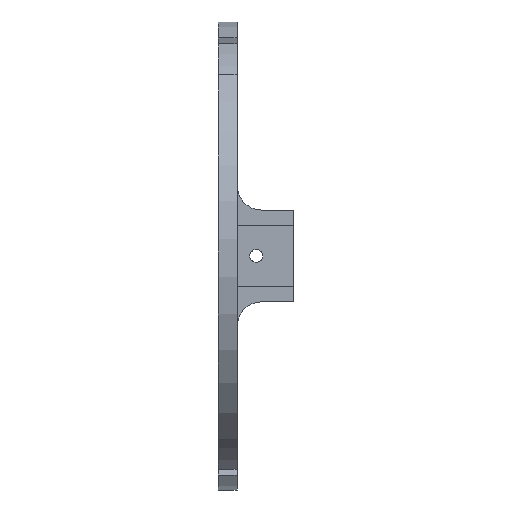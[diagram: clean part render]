
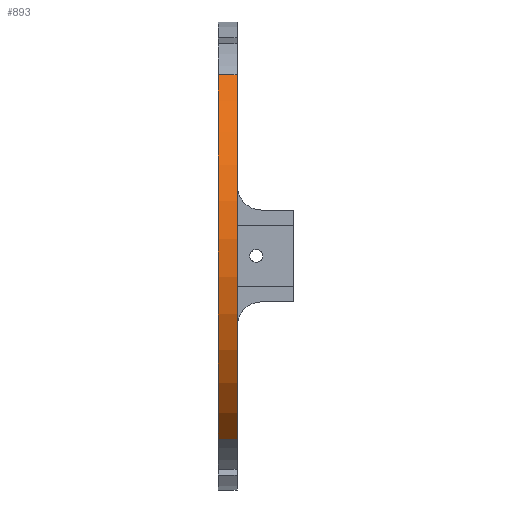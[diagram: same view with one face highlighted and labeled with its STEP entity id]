
A CAD part, front view. The second image highlights one B-rep face of the part: STEP entity #893.
In plain terms, the highlighted cylindrical face has radius 62 mm (diameter 124 mm), a partial arc.
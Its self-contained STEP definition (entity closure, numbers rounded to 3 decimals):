
#72=FACE_OUTER_BOUND('',#130,.T.);
#130=EDGE_LOOP('',(#668,#669,#670,#671));
#199=LINE('',#1377,#270);
#209=LINE('',#1403,#280);
#270=VECTOR('',#1086,10.);
#280=VECTOR('',#1108,10.);
#336=CIRCLE('',#964,62.);
#351=CIRCLE('',#980,62.);
#398=VERTEX_POINT('',#1373);
#399=VERTEX_POINT('',#1375);
#408=VERTEX_POINT('',#1400);
#409=VERTEX_POINT('',#1402);
#487=EDGE_CURVE('',#398,#399,#199,.T.);
#499=EDGE_CURVE('',#409,#408,#209,.T.);
#502=EDGE_CURVE('',#408,#398,#336,.T.);
#525=EDGE_CURVE('',#399,#409,#351,.T.);
#668=ORIENTED_EDGE('',*,*,#487,.T.);
#669=ORIENTED_EDGE('',*,*,#525,.T.);
#670=ORIENTED_EDGE('',*,*,#499,.T.);
#671=ORIENTED_EDGE('',*,*,#502,.T.);
#858=CYLINDRICAL_SURFACE('',#979,62.);
#893=ADVANCED_FACE('',(#72),#858,.T.);
#964=AXIS2_PLACEMENT_3D('',#1407,#1114,#1115);
#979=AXIS2_PLACEMENT_3D('',#1451,#1152,#1153);
#980=AXIS2_PLACEMENT_3D('',#1452,#1154,#1155);
#1086=DIRECTION('',(-1.,0.,0.));
#1108=DIRECTION('',(1.,0.,0.));
#1114=DIRECTION('center_axis',(-1.,0.,0.));
#1115=DIRECTION('ref_axis',(0.,0.,-1.));
#1152=DIRECTION('center_axis',(-1.,0.,0.));
#1153=DIRECTION('ref_axis',(0.,0.,-1.));
#1154=DIRECTION('center_axis',(1.,0.,0.));
#1155=DIRECTION('ref_axis',(0.,0.,-1.));
#1373=CARTESIAN_POINT('',(81.2,-39.31,47.945));
#1375=CARTESIAN_POINT('',(76.2,-39.31,47.945));
#1377=CARTESIAN_POINT('',(76.2,-39.31,47.945));
#1400=CARTESIAN_POINT('',(81.2,-38.6,-48.518));
#1402=CARTESIAN_POINT('',(76.2,-38.6,-48.518));
#1403=CARTESIAN_POINT('',(76.2,-38.6,-48.518));
#1407=CARTESIAN_POINT('Origin',(81.2,0.,0.));
#1451=CARTESIAN_POINT('Origin',(76.2,0.,0.));
#1452=CARTESIAN_POINT('Origin',(76.2,0.,0.));
